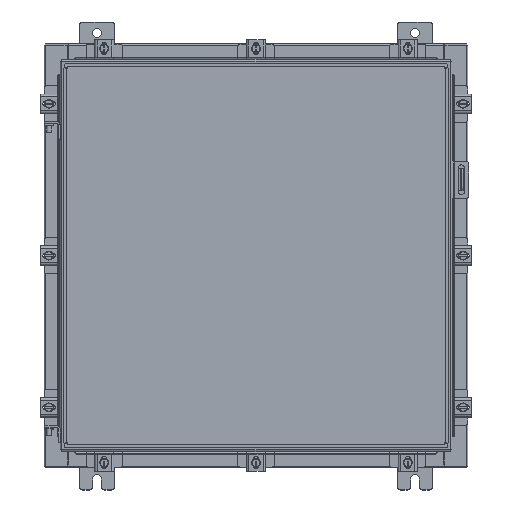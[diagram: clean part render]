
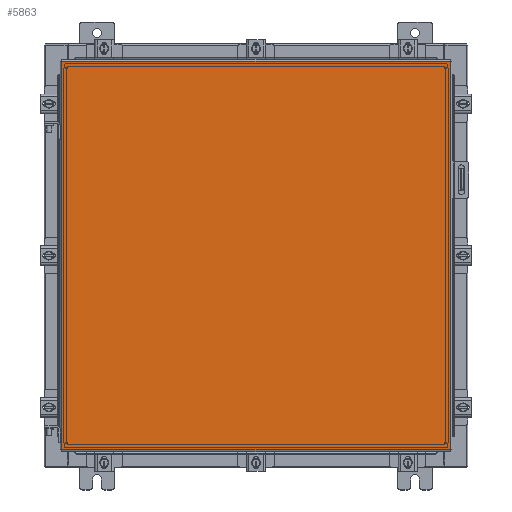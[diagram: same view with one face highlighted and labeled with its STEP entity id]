
A CAD part, top view. The second image highlights one B-rep face of the part: STEP entity #5863.
In plain terms, the highlighted planar face has unit normal (0, 0, 1).
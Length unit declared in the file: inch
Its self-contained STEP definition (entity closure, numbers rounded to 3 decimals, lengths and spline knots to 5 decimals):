
#693 = CARTESIAN_POINT ( 'NONE',  ( -11.0063, -11.0063, 0. ) ) ;
#790 = ORIENTED_EDGE ( 'NONE', *, *, #2454, .T. ) ;
#954 = ORIENTED_EDGE ( 'NONE', *, *, #8051, .T. ) ;
#2312 = VERTEX_POINT ( 'NONE', #11187 ) ;
#2454 = EDGE_CURVE ( 'NONE', #20577, #5805, #20436, .T. ) ;
#2459 = DIRECTION ( 'NONE',  ( 1., 0., 0. ) ) ;
#2875 = LINE ( 'NONE', #20467, #8047 ) ;
#3463 = VERTEX_POINT ( 'NONE', #9737 ) ;
#3544 = VECTOR ( 'NONE', #4627, 39.37008 ) ;
#4627 = DIRECTION ( 'NONE',  ( 0., -1., 0. ) ) ;
#4650 = CARTESIAN_POINT ( 'NONE',  ( -11.0063, -11.0063, 0. ) ) ;
#5280 = EDGE_CURVE ( 'NONE', #5805, #3463, #6664, .T. ) ;
#5805 = VERTEX_POINT ( 'NONE', #4650 ) ;
#5863 = ADVANCED_FACE ( 'NONE', ( #21640 ), #17292, .F. ) ;
#6664 = LINE ( 'NONE', #693, #15361 ) ;
#6748 = DIRECTION ( 'NONE',  ( -1., 0., 0. ) ) ;
#6875 = DIRECTION ( 'NONE',  ( 0., 0., -1. ) ) ;
#7724 = CARTESIAN_POINT ( 'NONE',  ( -11.0063, 11.0063, 0. ) ) ;
#8037 = EDGE_LOOP ( 'NONE', ( #14803, #11551, #954, #790 ) ) ;
#8047 = VECTOR ( 'NONE', #15195, 39.37008 ) ;
#8051 = EDGE_CURVE ( 'NONE', #2312, #20577, #19919, .T. ) ;
#9737 = CARTESIAN_POINT ( 'NONE',  ( 11.0063, -11.0063, 0. ) ) ;
#9858 = EDGE_CURVE ( 'NONE', #3463, #2312, #2875, .T. ) ;
#11149 = AXIS2_PLACEMENT_3D ( 'NONE', #13779, #6875, #19047 ) ;
#11187 = CARTESIAN_POINT ( 'NONE',  ( 11.0063, 11.0063, 0. ) ) ;
#11551 = ORIENTED_EDGE ( 'NONE', *, *, #9858, .T. ) ;
#13779 = CARTESIAN_POINT ( 'NONE',  ( 0., 0., 0. ) ) ;
#14803 = ORIENTED_EDGE ( 'NONE', *, *, #5280, .T. ) ;
#15019 = CARTESIAN_POINT ( 'NONE',  ( -11.0063, 11.0063, 0. ) ) ;
#15195 = DIRECTION ( 'NONE',  ( 0., 1., 0. ) ) ;
#15361 = VECTOR ( 'NONE', #2459, 39.37008 ) ;
#15817 = VECTOR ( 'NONE', #6748, 39.37008 ) ;
#17292 = PLANE ( 'NONE',  #11149 ) ;
#18895 = CARTESIAN_POINT ( 'NONE',  ( 11.0063, 11.0063, 0. ) ) ;
#19047 = DIRECTION ( 'NONE',  ( -1., 0., 0. ) ) ;
#19919 = LINE ( 'NONE', #18895, #15817 ) ;
#20436 = LINE ( 'NONE', #15019, #3544 ) ;
#20467 = CARTESIAN_POINT ( 'NONE',  ( 11.0063, -11.0063, 0. ) ) ;
#20577 = VERTEX_POINT ( 'NONE', #7724 ) ;
#21640 = FACE_OUTER_BOUND ( 'NONE', #8037, .T. ) ;
